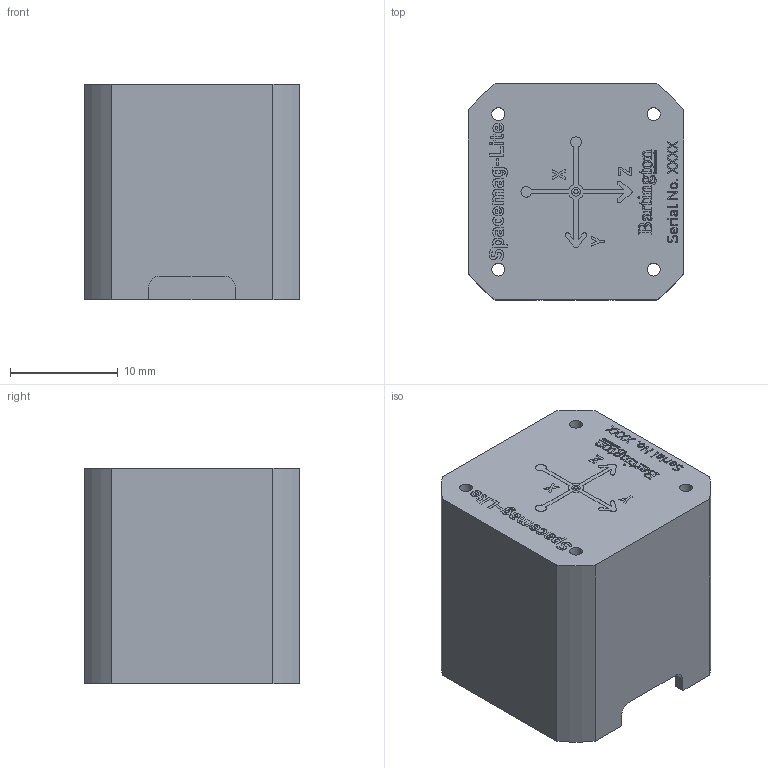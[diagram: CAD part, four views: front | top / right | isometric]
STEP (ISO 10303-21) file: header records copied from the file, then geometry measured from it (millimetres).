
FILE_DESCRIPTION(/* description */ ('Unknown'),/* implementation_level */ '2;1');
FILE_NAME(/* name */ 'Spacemag-Lite Enclosure Laser Marking - DR3766',/* time_stamp */ '2019-07-02T10:14:12+01:00',/* author */ ('Unknown'),/* organization */ ('Unknown'),/* preprocessor_version */ 'ST-DEVELOPER v16.7',/* originating_system */ 'DEX',/* authorisation */ $);
FILE_SCHEMA (('AUTOMOTIVE_DESIGN {1 0 10303 214 3 1 1}'));
Length unit declared in the file: millimetre
Products named in the file (1): Spacemag-Lite Enclosure Laser Marking - DR3766
Bounding box: 20 x 20 x 20 mm (x, y, z)
Volume: 2953.4 mm3; surface area: 3885.4 mm2
Topology: 1 solids, 1 shells, 574 faces, 1494 edges, 994 vertices
Faces by surface type: plane 408, bspline 110, cylinder 52, cone 4
Full cylindrical faces by diameter (mm): 0.4 x1, 0.8 x1, 1.2 x4, 2.459 x8
Entity records: 27077 total; most frequent: CARTESIAN_POINT 10873, ORIENTED_EDGE 2920, DIRECTION 1698, EDGE_CURVE 1460, VERTEX_POINT 986, B_SPLINE_CURVE_WITH_KNOTS 800, EDGE_LOOP 680, FACE_BOUND 680
